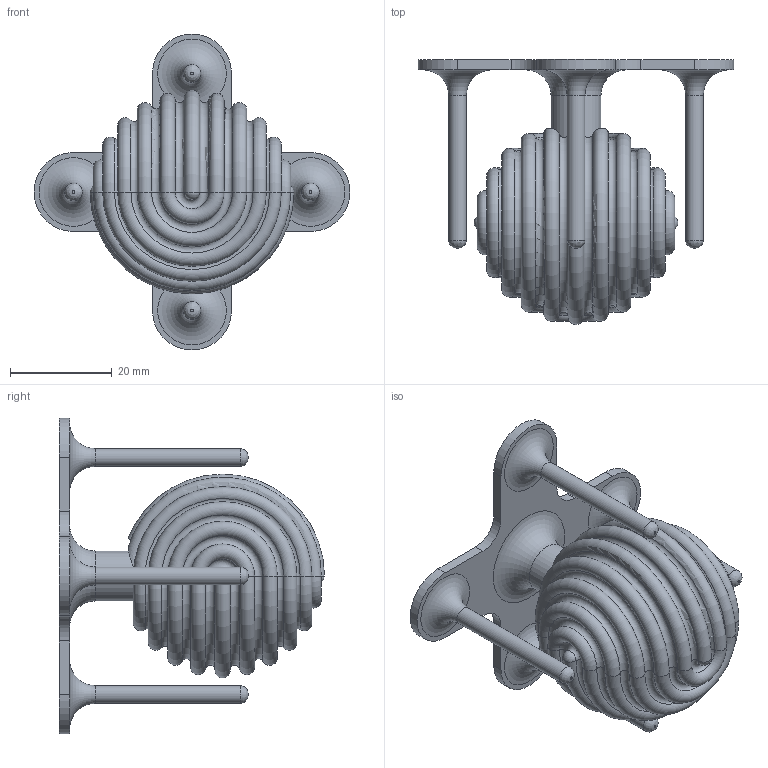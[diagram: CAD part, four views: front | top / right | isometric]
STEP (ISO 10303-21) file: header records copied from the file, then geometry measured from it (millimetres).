
FILE_DESCRIPTION(/* description */ (''),/* implementation_level */ '2;1');
FILE_NAME(/* name */ 'Pattern_3D V3_Parametric_Metal.stp',/* time_stamp */ '2024-07-02T21:59:22-05:00',/* author */ ('ga_ma'),/* organization */ (''),/* preprocessor_version */ 'ST-DEVELOPER v19',/* originating_system */ 'Autodesk Inventor 2023',/* authorisation */ '');
FILE_SCHEMA (('AUTOMOTIVE_DESIGN { 1 0 10303 214 3 1 1 }'));
Length unit declared in the file: millimetre
Products named in the file (1): Pattern_3D V3_Parametric_Metal
Bounding box: 62 x 52 x 62 mm (x, y, z)
Volume: 34591.4 mm3; surface area: 12623.4 mm2
Topology: 2 solids, 2 shells, 88 faces, 201 edges, 119 vertices
Faces by surface type: torus 49, plane 16, cylinder 14, bspline 4, sphere 3, cone 2
Full cylindrical faces by diameter (mm): 3.5 x4, 9.8 x1, 10 x1
Entity records: 2725 total; most frequent: CARTESIAN_POINT 618, DIRECTION 512, ORIENTED_EDGE 396, AXIS2_PLACEMENT_3D 236, EDGE_CURVE 198, CIRCLE 151, VERTEX_POINT 119, EDGE_LOOP 93
